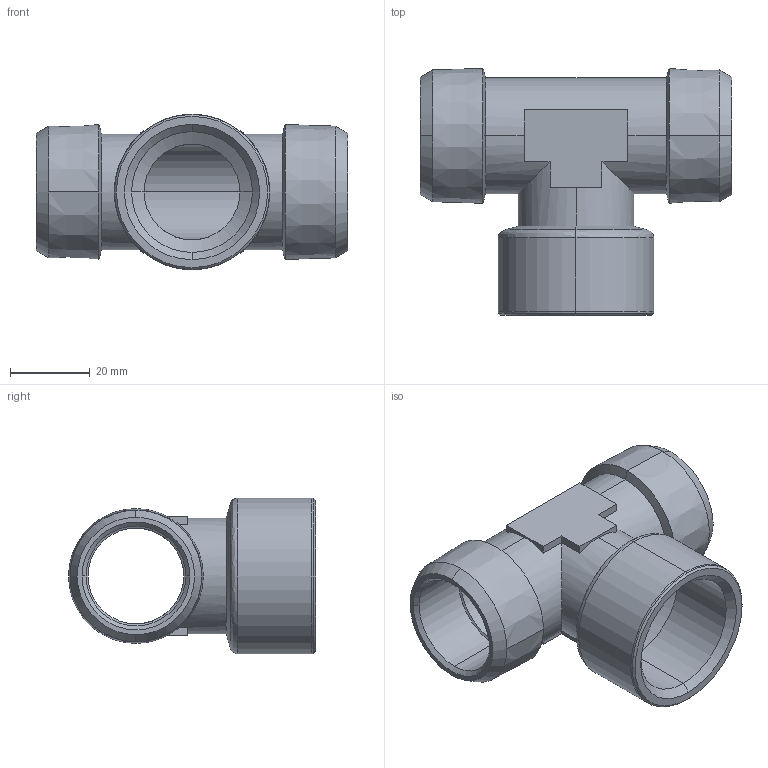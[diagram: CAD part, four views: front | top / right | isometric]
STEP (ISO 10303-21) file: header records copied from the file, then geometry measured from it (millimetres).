
FILE_DESCRIPTION (( 'STEP AP214' ), '1' );
FILE_NAME ('DRF.MFM06.STEP', '2018-09-03T10:22:33', ( '' ), ( '' ), 'SwSTEP 2.0', 'SolidWorks 2018', '' );
FILE_SCHEMA (( 'AUTOMOTIVE_DESIGN' ));
Length unit declared in the file: millimetre
Products named in the file (1): DRF.MFM06
Bounding box: 78 x 61.89 x 39 mm (x, y, z)
Volume: 33844.6 mm3; surface area: 21108.9 mm2
Topology: 1 solids, 1 shells, 70 faces, 179 edges, 110 vertices
Faces by surface type: cone 28, plane 21, cylinder 17, bspline 4
Entity records: 2205 total; most frequent: CARTESIAN_POINT 450, DIRECTION 383, ORIENTED_EDGE 358, EDGE_CURVE 179, AXIS2_PLACEMENT_3D 147, VERTEX_POINT 110, LINE 89, VECTOR 89
